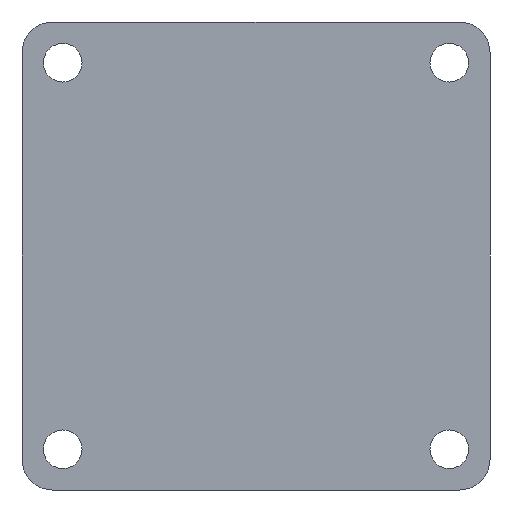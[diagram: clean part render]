
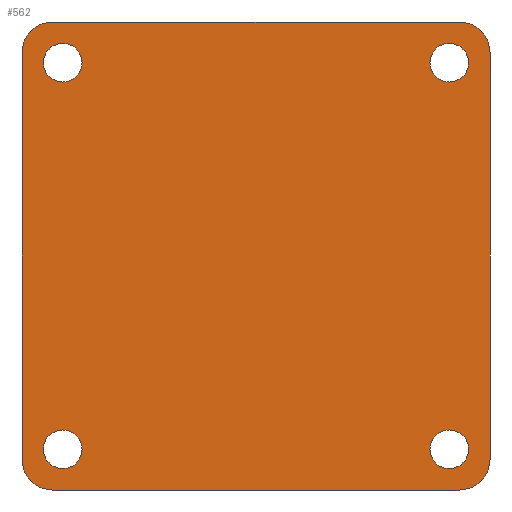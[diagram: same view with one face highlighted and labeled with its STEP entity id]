
A CAD part, front view. The second image highlights one B-rep face of the part: STEP entity #562.
In plain terms, the highlighted planar face has unit normal (0, -1, 0).
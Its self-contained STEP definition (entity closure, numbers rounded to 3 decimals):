
#2 = VERTEX_POINT ( 'NONE', #717 ) ;
#10 = DIRECTION ( 'NONE',  ( 0., 0., -1. ) ) ;
#35 = CIRCLE ( 'NONE', #117, 9.5 ) ;
#38 = FACE_BOUND ( 'NONE', #783, .T. ) ;
#39 = CARTESIAN_POINT ( 'NONE',  ( 95., 0., 95. ) ) ;
#55 = DIRECTION ( 'NONE',  ( 0., -1., 0. ) ) ;
#60 = EDGE_LOOP ( 'NONE', ( #1568, #906 ) ) ;
#72 = CARTESIAN_POINT ( 'NONE',  ( 115., 0., 115. ) ) ;
#81 = CARTESIAN_POINT ( 'NONE',  ( 100., 0., -100. ) ) ;
#82 = VERTEX_POINT ( 'NONE', #760 ) ;
#83 = VERTEX_POINT ( 'NONE', #756 ) ;
#117 = AXIS2_PLACEMENT_3D ( 'NONE', #214, #592, #1209 ) ;
#120 = VERTEX_POINT ( 'NONE', #1358 ) ;
#138 = EDGE_CURVE ( 'NONE', #336, #1594, #1419, .T. ) ;
#152 = VECTOR ( 'NONE', #840, 1000. ) ;
#164 = CARTESIAN_POINT ( 'NONE',  ( -95., 0., 95. ) ) ;
#186 = CARTESIAN_POINT ( 'NONE',  ( -95., 0., -85.5 ) ) ;
#192 = EDGE_CURVE ( 'NONE', #355, #824, #287, .T. ) ;
#199 = ORIENTED_EDGE ( 'NONE', *, *, #896, .T. ) ;
#207 = PLANE ( 'NONE',  #1239 ) ;
#214 = CARTESIAN_POINT ( 'NONE',  ( 95., 0., -95. ) ) ;
#219 = CIRCLE ( 'NONE', #1023, 9.5 ) ;
#229 = ORIENTED_EDGE ( 'NONE', *, *, #192, .T. ) ;
#235 = AXIS2_PLACEMENT_3D ( 'NONE', #1496, #1128, #1604 ) ;
#241 = CARTESIAN_POINT ( 'NONE',  ( 115., 0., 115. ) ) ;
#258 = EDGE_CURVE ( 'NONE', #83, #120, #1493, .T. ) ;
#273 = DIRECTION ( 'NONE',  ( 0., 1., 0. ) ) ;
#275 = CARTESIAN_POINT ( 'NONE',  ( 115., 0., -115. ) ) ;
#282 = DIRECTION ( 'NONE',  ( 0., 0., 1. ) ) ;
#287 = CIRCLE ( 'NONE', #438, 9.5 ) ;
#288 = DIRECTION ( 'NONE',  ( 0., 0., 1. ) ) ;
#294 = DIRECTION ( 'NONE',  ( 0., 1., 0. ) ) ;
#314 = CARTESIAN_POINT ( 'NONE',  ( 95., 0., 104.5 ) ) ;
#322 = ORIENTED_EDGE ( 'NONE', *, *, #794, .T. ) ;
#336 = VERTEX_POINT ( 'NONE', #1158 ) ;
#351 = ORIENTED_EDGE ( 'NONE', *, *, #997, .T. ) ;
#355 = VERTEX_POINT ( 'NONE', #568 ) ;
#358 = CARTESIAN_POINT ( 'NONE',  ( 100., 0., -115. ) ) ;
#365 = FACE_BOUND ( 'NONE', #1028, .T. ) ;
#419 = CARTESIAN_POINT ( 'NONE',  ( -100., 0., 100. ) ) ;
#425 = VERTEX_POINT ( 'NONE', #1551 ) ;
#438 = AXIS2_PLACEMENT_3D ( 'NONE', #1018, #273, #10 ) ;
#441 = AXIS2_PLACEMENT_3D ( 'NONE', #586, #1198, #827 ) ;
#443 = CIRCLE ( 'NONE', #657, 9.5 ) ;
#445 = CIRCLE ( 'NONE', #740, 9.5 ) ;
#465 = AXIS2_PLACEMENT_3D ( 'NONE', #660, #1388, #1514 ) ;
#483 = CARTESIAN_POINT ( 'NONE',  ( 0., 0., 0. ) ) ;
#498 = AXIS2_PLACEMENT_3D ( 'NONE', #81, #720, #1347 ) ;
#501 = VECTOR ( 'NONE', #288, 1000. ) ;
#510 = AXIS2_PLACEMENT_3D ( 'NONE', #419, #780, #1285 ) ;
#538 = ORIENTED_EDGE ( 'NONE', *, *, #761, .T. ) ;
#555 = CIRCLE ( 'NONE', #1477, 15. ) ;
#562 = ADVANCED_FACE ( 'NONE', ( #38, #1460, #365, #806, #1006 ), #207, .F. ) ;
#568 = CARTESIAN_POINT ( 'NONE',  ( -95., 0., -104.5 ) ) ;
#585 = VERTEX_POINT ( 'NONE', #1216 ) ;
#586 = CARTESIAN_POINT ( 'NONE',  ( 95., 0., 95. ) ) ;
#592 = DIRECTION ( 'NONE',  ( 0., 1., 0. ) ) ;
#602 = EDGE_LOOP ( 'NONE', ( #1492, #538, #968, #1311, #1369, #351, #848, #199 ) ) ;
#622 = EDGE_CURVE ( 'NONE', #1038, #120, #1130, .T. ) ;
#623 = DIRECTION ( 'NONE',  ( 1., 0., 0. ) ) ;
#624 = EDGE_CURVE ( 'NONE', #82, #2, #747, .T. ) ;
#634 = CARTESIAN_POINT ( 'NONE',  ( -95., 0., 95. ) ) ;
#638 = CARTESIAN_POINT ( 'NONE',  ( -115., 0., 100. ) ) ;
#657 = AXIS2_PLACEMENT_3D ( 'NONE', #39, #802, #1406 ) ;
#660 = CARTESIAN_POINT ( 'NONE',  ( -100., 0., -100. ) ) ;
#682 = CARTESIAN_POINT ( 'NONE',  ( 115., 0., 100. ) ) ;
#693 = ORIENTED_EDGE ( 'NONE', *, *, #697, .T. ) ;
#697 = EDGE_CURVE ( 'NONE', #1602, #425, #219, .T. ) ;
#717 = CARTESIAN_POINT ( 'NONE',  ( 95., 0., -85.5 ) ) ;
#720 = DIRECTION ( 'NONE',  ( 0., -1., 0. ) ) ;
#740 = AXIS2_PLACEMENT_3D ( 'NONE', #164, #294, #282 ) ;
#747 = CIRCLE ( 'NONE', #235, 9.5 ) ;
#756 = CARTESIAN_POINT ( 'NONE',  ( -115., 0., -100. ) ) ;
#760 = CARTESIAN_POINT ( 'NONE',  ( 95., 0., -104.5 ) ) ;
#761 = EDGE_CURVE ( 'NONE', #336, #1252, #1348, .T. ) ;
#777 = DIRECTION ( 'NONE',  ( 0., 1., 0. ) ) ;
#780 = DIRECTION ( 'NONE',  ( 0., -1., 0. ) ) ;
#783 = EDGE_LOOP ( 'NONE', ( #1436, #229 ) ) ;
#794 = EDGE_CURVE ( 'NONE', #425, #1602, #445, .T. ) ;
#802 = DIRECTION ( 'NONE',  ( 0., 1., 0. ) ) ;
#806 = FACE_BOUND ( 'NONE', #1220, .T. ) ;
#824 = VERTEX_POINT ( 'NONE', #186 ) ;
#827 = DIRECTION ( 'NONE',  ( 0., 0., -1. ) ) ;
#840 = DIRECTION ( 'NONE',  ( 0., 0., -1. ) ) ;
#848 = ORIENTED_EDGE ( 'NONE', *, *, #1046, .F. ) ;
#884 = CIRCLE ( 'NONE', #1123, 9.5 ) ;
#896 = EDGE_CURVE ( 'NONE', #1592, #1594, #555, .T. ) ;
#906 = ORIENTED_EDGE ( 'NONE', *, *, #1546, .T. ) ;
#916 = DIRECTION ( 'NONE',  ( 0., 0., 1. ) ) ;
#919 = VECTOR ( 'NONE', #1140, 1000. ) ;
#945 = CARTESIAN_POINT ( 'NONE',  ( 100., 0., 100. ) ) ;
#968 = ORIENTED_EDGE ( 'NONE', *, *, #1305, .F. ) ;
#997 = EDGE_CURVE ( 'NONE', #1038, #585, #1434, .T. ) ;
#1006 = FACE_OUTER_BOUND ( 'NONE', #602, .T. ) ;
#1018 = CARTESIAN_POINT ( 'NONE',  ( -95., 0., -95. ) ) ;
#1023 = AXIS2_PLACEMENT_3D ( 'NONE', #634, #777, #916 ) ;
#1028 = EDGE_LOOP ( 'NONE', ( #322, #693 ) ) ;
#1038 = VERTEX_POINT ( 'NONE', #358 ) ;
#1042 = EDGE_CURVE ( 'NONE', #2, #82, #35, .T. ) ;
#1046 = EDGE_CURVE ( 'NONE', #1592, #585, #1394, .T. ) ;
#1055 = DIRECTION ( 'NONE',  ( 0., 0., 1. ) ) ;
#1068 = CARTESIAN_POINT ( 'NONE',  ( -95., 0., 85.5 ) ) ;
#1078 = CARTESIAN_POINT ( 'NONE',  ( 95., 0., 85.5 ) ) ;
#1079 = DIRECTION ( 'NONE',  ( 0., 0., 1. ) ) ;
#1123 = AXIS2_PLACEMENT_3D ( 'NONE', #1372, #1578, #1585 ) ;
#1128 = DIRECTION ( 'NONE',  ( 0., 1., 0. ) ) ;
#1129 = LINE ( 'NONE', #1131, #501 ) ;
#1130 = LINE ( 'NONE', #275, #919 ) ;
#1131 = CARTESIAN_POINT ( 'NONE',  ( -115., 0., 115. ) ) ;
#1139 = EDGE_CURVE ( 'NONE', #824, #355, #884, .T. ) ;
#1140 = DIRECTION ( 'NONE',  ( -1., 0., 0. ) ) ;
#1158 = CARTESIAN_POINT ( 'NONE',  ( -100., 0., 115. ) ) ;
#1198 = DIRECTION ( 'NONE',  ( 0., 1., 0. ) ) ;
#1209 = DIRECTION ( 'NONE',  ( 0., 0., 1. ) ) ;
#1216 = CARTESIAN_POINT ( 'NONE',  ( 115., 0., -100. ) ) ;
#1220 = EDGE_LOOP ( 'NONE', ( #1443, #1444 ) ) ;
#1239 = AXIS2_PLACEMENT_3D ( 'NONE', #483, #1340, #1079 ) ;
#1252 = VERTEX_POINT ( 'NONE', #638 ) ;
#1285 = DIRECTION ( 'NONE',  ( 0., 0., 1. ) ) ;
#1305 = EDGE_CURVE ( 'NONE', #83, #1252, #1129, .T. ) ;
#1311 = ORIENTED_EDGE ( 'NONE', *, *, #258, .T. ) ;
#1321 = CARTESIAN_POINT ( 'NONE',  ( 100., 0., 115. ) ) ;
#1340 = DIRECTION ( 'NONE',  ( 0., 1., 0. ) ) ;
#1347 = DIRECTION ( 'NONE',  ( 0., 0., 1. ) ) ;
#1348 = CIRCLE ( 'NONE', #510, 15. ) ;
#1358 = CARTESIAN_POINT ( 'NONE',  ( -100., 0., -115. ) ) ;
#1369 = ORIENTED_EDGE ( 'NONE', *, *, #622, .F. ) ;
#1372 = CARTESIAN_POINT ( 'NONE',  ( -95., 0., -95. ) ) ;
#1388 = DIRECTION ( 'NONE',  ( 0., -1., 0. ) ) ;
#1394 = LINE ( 'NONE', #72, #152 ) ;
#1399 = VECTOR ( 'NONE', #623, 1000. ) ;
#1406 = DIRECTION ( 'NONE',  ( 0., 0., -1. ) ) ;
#1419 = LINE ( 'NONE', #241, #1399 ) ;
#1434 = CIRCLE ( 'NONE', #498, 15. ) ;
#1436 = ORIENTED_EDGE ( 'NONE', *, *, #1139, .T. ) ;
#1443 = ORIENTED_EDGE ( 'NONE', *, *, #1042, .T. ) ;
#1444 = ORIENTED_EDGE ( 'NONE', *, *, #624, .T. ) ;
#1445 = EDGE_CURVE ( 'NONE', #1490, #1530, #443, .T. ) ;
#1454 = CIRCLE ( 'NONE', #441, 9.5 ) ;
#1460 = FACE_BOUND ( 'NONE', #60, .T. ) ;
#1477 = AXIS2_PLACEMENT_3D ( 'NONE', #945, #55, #1055 ) ;
#1490 = VERTEX_POINT ( 'NONE', #314 ) ;
#1492 = ORIENTED_EDGE ( 'NONE', *, *, #138, .F. ) ;
#1493 = CIRCLE ( 'NONE', #465, 15. ) ;
#1496 = CARTESIAN_POINT ( 'NONE',  ( 95., 0., -95. ) ) ;
#1514 = DIRECTION ( 'NONE',  ( 0., 0., 1. ) ) ;
#1530 = VERTEX_POINT ( 'NONE', #1078 ) ;
#1546 = EDGE_CURVE ( 'NONE', #1530, #1490, #1454, .T. ) ;
#1551 = CARTESIAN_POINT ( 'NONE',  ( -95., 0., 104.5 ) ) ;
#1568 = ORIENTED_EDGE ( 'NONE', *, *, #1445, .T. ) ;
#1578 = DIRECTION ( 'NONE',  ( 0., 1., 0. ) ) ;
#1585 = DIRECTION ( 'NONE',  ( 0., 0., -1. ) ) ;
#1592 = VERTEX_POINT ( 'NONE', #682 ) ;
#1594 = VERTEX_POINT ( 'NONE', #1321 ) ;
#1602 = VERTEX_POINT ( 'NONE', #1068 ) ;
#1604 = DIRECTION ( 'NONE',  ( 0., 0., 1. ) ) ;
